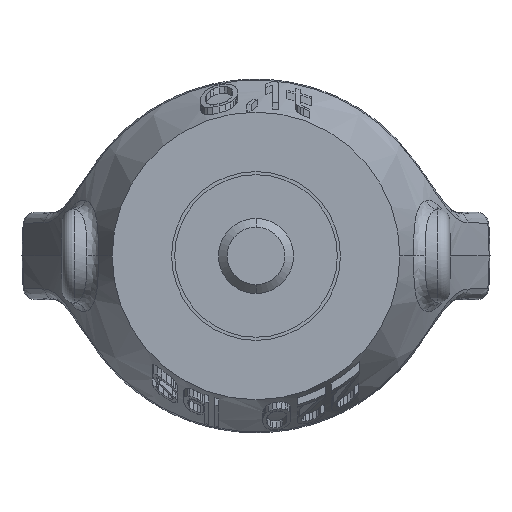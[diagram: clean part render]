
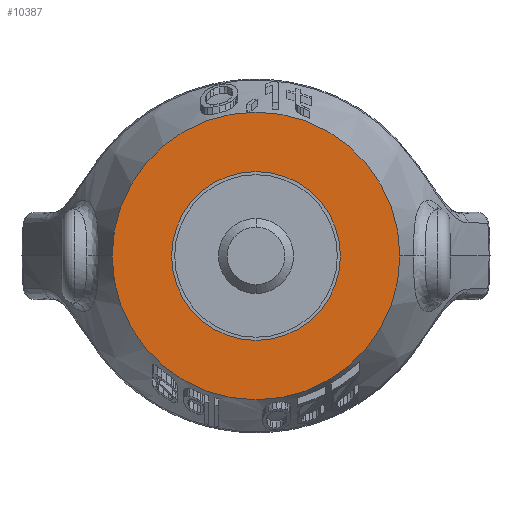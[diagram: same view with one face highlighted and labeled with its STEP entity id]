
A CAD part, front view. The second image highlights one B-rep face of the part: STEP entity #10387.
In plain terms, the highlighted planar face has unit normal (0, -1, 0).
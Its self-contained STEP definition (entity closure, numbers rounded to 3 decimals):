
#2355=CARTESIAN_POINT('',(0.,0.,0.));
#2356=DIRECTION('',(0.,-1.,0.));
#2357=DIRECTION('',(1.,0.,0.));
#2358=AXIS2_PLACEMENT_3D('',#2355,#2356,#2357);
#2360=CARTESIAN_POINT('',(0.,0.,0.));
#2361=DIRECTION('',(0.,1.,0.));
#2362=DIRECTION('',(1.,0.,0.));
#2363=AXIS2_PLACEMENT_3D('',#2360,#2361,#2362);
#2365=CARTESIAN_POINT('',(0.,0.,0.));
#2366=DIRECTION('',(0.,-1.,0.));
#2367=DIRECTION('',(1.,0.,0.));
#2368=AXIS2_PLACEMENT_3D('',#2365,#2366,#2367);
#2370=CARTESIAN_POINT('',(0.,0.,0.));
#2371=DIRECTION('',(0.,-1.,0.));
#2372=DIRECTION('',(-1.,0.,0.));
#2373=AXIS2_PLACEMENT_3D('',#2370,#2371,#2372);
#7709=CARTESIAN_POINT('',(11.5,0.,0.));
#7711=VERTEX_POINT('',#7709);
#7716=CARTESIAN_POINT('',(-11.5,0.,0.));
#7718=VERTEX_POINT('',#7716);
#7734=CARTESIAN_POINT('',(6.75,0.,0.));
#7735=CARTESIAN_POINT('',(-6.75,0.,0.));
#7736=VERTEX_POINT('',#7734);
#7737=VERTEX_POINT('',#7735);
#10372=CARTESIAN_POINT('',(-11.51,0.,0.));
#10373=DIRECTION('',(0.,-1.,0.));
#10374=DIRECTION('',(1.,0.,0.));
#10375=AXIS2_PLACEMENT_3D('',#10372,#10373,#10374);
#10376=PLANE('',#10375);
#10377=ORIENTED_EDGE('',*,*,#10220,.F.);
#10378=ORIENTED_EDGE('',*,*,#9456,.T.);
#10379=EDGE_LOOP('',(#10377,#10378));
#10380=FACE_OUTER_BOUND('',#10379,.F.);
#10382=ORIENTED_EDGE('',*,*,#10381,.T.);
#10384=ORIENTED_EDGE('',*,*,#10383,.T.);
#10385=EDGE_LOOP('',(#10382,#10384));
#10386=FACE_BOUND('',#10385,.F.);
#10387=ADVANCED_FACE('',(#10380,#10386),#10376,.T.);
#2359=CIRCLE('',#2358,11.5);
#2364=CIRCLE('',#2363,11.5);
#2369=CIRCLE('',#2368,6.75);
#2374=CIRCLE('',#2373,6.75);
#9456=EDGE_CURVE('',#7711,#7718,#2364,.T.);
#10220=EDGE_CURVE('',#7711,#7718,#2359,.T.);
#10381=EDGE_CURVE('',#7736,#7737,#2369,.T.);
#10383=EDGE_CURVE('',#7737,#7736,#2374,.T.);
